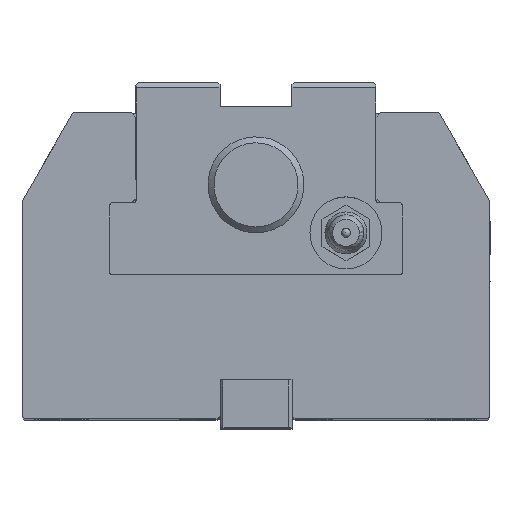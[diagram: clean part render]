
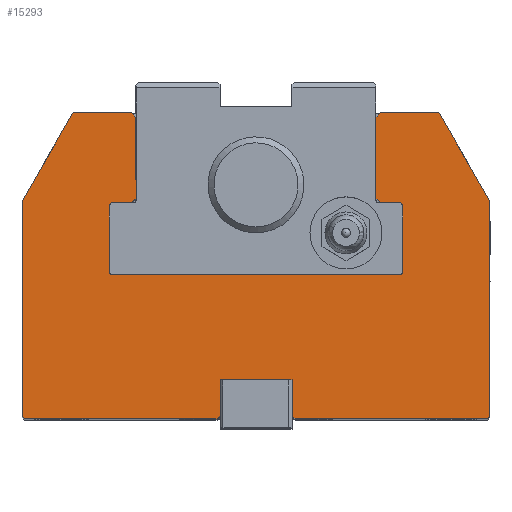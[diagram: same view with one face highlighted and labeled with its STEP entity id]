
A CAD part, top view. The second image highlights one B-rep face of the part: STEP entity #15293.
In plain terms, the highlighted planar face has unit normal (0, 0, 1).
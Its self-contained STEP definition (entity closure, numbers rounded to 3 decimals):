
#149=PLANE('',#16297);
#1037=FACE_OUTER_BOUND('',#1832,.T.);
#1832=EDGE_LOOP('',(#11021,#11022,#11023,#11024,#11025,#11026,#11027,#11028,
#11029,#11030,#11031,#11032,#11033,#11034,#11035,#11036,#11037,#11038,#11039,
#11040,#11041,#11042,#11043,#11044,#11045,#11046,#11047,#11048,#11049,#11050));
#2599=LINE('',#21820,#4508);
#2618=LINE('',#21865,#4527);
#2628=LINE('',#21898,#4537);
#2677=LINE('',#22049,#4586);
#2691=LINE('',#22083,#4600);
#2741=LINE('',#22224,#4650);
#2745=LINE('',#22236,#4654);
#2748=LINE('',#22240,#4657);
#2752=LINE('',#22246,#4661);
#2755=LINE('',#22251,#4664);
#2760=LINE('',#22259,#4669);
#2763=LINE('',#22265,#4672);
#2766=LINE('',#22271,#4675);
#2769=LINE('',#22277,#4678);
#2772=LINE('',#22282,#4681);
#2777=LINE('',#22296,#4686);
#2781=LINE('',#22319,#4690);
#2784=LINE('',#22325,#4693);
#2787=LINE('',#22331,#4696);
#2790=LINE('',#22337,#4699);
#2791=LINE('',#22340,#4700);
#2796=LINE('',#22355,#4705);
#2797=LINE('',#22356,#4706);
#2798=LINE('',#22358,#4707);
#2799=LINE('',#22360,#4708);
#2800=LINE('',#22361,#4709);
#4508=VECTOR('',#17511,1000.);
#4527=VECTOR('',#17544,1000.);
#4537=VECTOR('',#17560,1000.);
#4586=VECTOR('',#17673,1000.);
#4600=VECTOR('',#17709,1000.);
#4650=VECTOR('',#17813,1000.);
#4654=VECTOR('',#17821,1000.);
#4657=VECTOR('',#17824,1000.);
#4661=VECTOR('',#17830,1000.);
#4664=VECTOR('',#17835,1000.);
#4669=VECTOR('',#17842,1000.);
#4672=VECTOR('',#17847,1000.);
#4675=VECTOR('',#17852,1000.);
#4678=VECTOR('',#17857,1000.);
#4681=VECTOR('',#17862,1000.);
#4686=VECTOR('',#17877,1000.);
#4690=VECTOR('',#17889,1000.);
#4693=VECTOR('',#17894,1000.);
#4696=VECTOR('',#17899,1000.);
#4699=VECTOR('',#17904,1000.);
#4700=VECTOR('',#17909,1000.);
#4705=VECTOR('',#17922,1000.);
#4706=VECTOR('',#17923,1000.);
#4707=VECTOR('',#17924,1000.);
#4708=VECTOR('',#17925,1000.);
#4709=VECTOR('',#17926,1000.);
#6439=CIRCLE('',#16199,0.56);
#6465=CIRCLE('',#16281,0.56);
#6466=CIRCLE('',#16283,0.56);
#6467=CIRCLE('',#16286,0.56);
#6742=VERTEX_POINT('',#21817);
#6743=VERTEX_POINT('',#21819);
#6761=VERTEX_POINT('',#21862);
#6762=VERTEX_POINT('',#21864);
#6766=VERTEX_POINT('',#21885);
#6770=VERTEX_POINT('',#21896);
#6816=VERTEX_POINT('',#22046);
#6817=VERTEX_POINT('',#22048);
#6824=VERTEX_POINT('',#22077);
#6868=VERTEX_POINT('',#22222);
#6873=VERTEX_POINT('',#22233);
#6874=VERTEX_POINT('',#22235);
#6875=VERTEX_POINT('',#22238);
#6877=VERTEX_POINT('',#22249);
#6879=VERTEX_POINT('',#22257);
#6881=VERTEX_POINT('',#22263);
#6883=VERTEX_POINT('',#22269);
#6885=VERTEX_POINT('',#22275);
#6886=VERTEX_POINT('',#22280);
#6887=VERTEX_POINT('',#22286);
#6890=VERTEX_POINT('',#22294);
#6892=VERTEX_POINT('',#22309);
#6895=VERTEX_POINT('',#22317);
#6897=VERTEX_POINT('',#22323);
#6899=VERTEX_POINT('',#22329);
#6901=VERTEX_POINT('',#22335);
#6906=VERTEX_POINT('',#22353);
#6907=VERTEX_POINT('',#22354);
#6908=VERTEX_POINT('',#22357);
#6909=VERTEX_POINT('',#22359);
#8310=EDGE_CURVE('',#6743,#6742,#2599,.T.);
#8332=EDGE_CURVE('',#6762,#6761,#2618,.T.);
#8338=EDGE_CURVE('',#6761,#6766,#6439,.T.);
#8344=EDGE_CURVE('',#6766,#6770,#2628,.T.);
#8411=EDGE_CURVE('',#6817,#6816,#2677,.T.);
#8430=EDGE_CURVE('',#6824,#6817,#2691,.T.);
#8491=EDGE_CURVE('',#6816,#6868,#2741,.T.);
#8496=EDGE_CURVE('',#6874,#6873,#2745,.T.);
#8499=EDGE_CURVE('',#6868,#6875,#2748,.T.);
#8503=EDGE_CURVE('',#6873,#6743,#2752,.T.);
#8506=EDGE_CURVE('',#6742,#6877,#2755,.T.);
#8511=EDGE_CURVE('',#6877,#6879,#2760,.T.);
#8514=EDGE_CURVE('',#6879,#6881,#2763,.T.);
#8517=EDGE_CURVE('',#6881,#6883,#2766,.T.);
#8520=EDGE_CURVE('',#6883,#6885,#2769,.T.);
#8523=EDGE_CURVE('',#6885,#6886,#2772,.T.);
#8524=EDGE_CURVE('',#6886,#6762,#6465,.T.);
#8526=EDGE_CURVE('',#6770,#6887,#6466,.T.);
#8530=EDGE_CURVE('',#6887,#6890,#2777,.T.);
#8533=EDGE_CURVE('',#6890,#6892,#6467,.T.);
#8537=EDGE_CURVE('',#6892,#6895,#2781,.T.);
#8540=EDGE_CURVE('',#6895,#6897,#2784,.T.);
#8543=EDGE_CURVE('',#6897,#6899,#2787,.T.);
#8546=EDGE_CURVE('',#6899,#6901,#2790,.T.);
#8548=EDGE_CURVE('',#6901,#6824,#2791,.T.);
#8556=EDGE_CURVE('',#6906,#6907,#2796,.T.);
#8557=EDGE_CURVE('',#6907,#6874,#2797,.T.);
#8558=EDGE_CURVE('',#6875,#6908,#2798,.T.);
#8559=EDGE_CURVE('',#6909,#6908,#2799,.T.);
#8560=EDGE_CURVE('',#6906,#6909,#2800,.T.);
#11021=ORIENTED_EDGE('',*,*,#8556,.T.);
#11022=ORIENTED_EDGE('',*,*,#8557,.T.);
#11023=ORIENTED_EDGE('',*,*,#8496,.T.);
#11024=ORIENTED_EDGE('',*,*,#8503,.T.);
#11025=ORIENTED_EDGE('',*,*,#8310,.T.);
#11026=ORIENTED_EDGE('',*,*,#8506,.T.);
#11027=ORIENTED_EDGE('',*,*,#8511,.T.);
#11028=ORIENTED_EDGE('',*,*,#8514,.T.);
#11029=ORIENTED_EDGE('',*,*,#8517,.T.);
#11030=ORIENTED_EDGE('',*,*,#8520,.T.);
#11031=ORIENTED_EDGE('',*,*,#8523,.T.);
#11032=ORIENTED_EDGE('',*,*,#8524,.T.);
#11033=ORIENTED_EDGE('',*,*,#8332,.T.);
#11034=ORIENTED_EDGE('',*,*,#8338,.T.);
#11035=ORIENTED_EDGE('',*,*,#8344,.T.);
#11036=ORIENTED_EDGE('',*,*,#8526,.T.);
#11037=ORIENTED_EDGE('',*,*,#8530,.T.);
#11038=ORIENTED_EDGE('',*,*,#8533,.T.);
#11039=ORIENTED_EDGE('',*,*,#8537,.T.);
#11040=ORIENTED_EDGE('',*,*,#8540,.T.);
#11041=ORIENTED_EDGE('',*,*,#8543,.T.);
#11042=ORIENTED_EDGE('',*,*,#8546,.T.);
#11043=ORIENTED_EDGE('',*,*,#8548,.T.);
#11044=ORIENTED_EDGE('',*,*,#8430,.T.);
#11045=ORIENTED_EDGE('',*,*,#8411,.T.);
#11046=ORIENTED_EDGE('',*,*,#8491,.T.);
#11047=ORIENTED_EDGE('',*,*,#8499,.T.);
#11048=ORIENTED_EDGE('',*,*,#8558,.T.);
#11049=ORIENTED_EDGE('',*,*,#8559,.F.);
#11050=ORIENTED_EDGE('',*,*,#8560,.F.);
#15293=ADVANCED_FACE('',(#1037),#149,.T.);
#16199=AXIS2_PLACEMENT_3D('',#21887,#17551,#17552);
#16281=AXIS2_PLACEMENT_3D('',#22284,#17865,#17866);
#16283=AXIS2_PLACEMENT_3D('',#22288,#17870,#17871);
#16286=AXIS2_PLACEMENT_3D('',#22311,#17881,#17882);
#16297=AXIS2_PLACEMENT_3D('',#22352,#17920,#17921);
#17511=DIRECTION('',(0.,1.,0.));
#17544=DIRECTION('',(0.,-1.,0.));
#17551=DIRECTION('center_axis',(0.,0.,-1.));
#17552=DIRECTION('ref_axis',(1.,0.,0.));
#17560=DIRECTION('',(-1.,0.,0.));
#17673=DIRECTION('',(0.,-1.,0.));
#17709=DIRECTION('',(-0.5,-0.866,0.));
#17813=DIRECTION('',(0.707,-0.707,0.));
#17821=DIRECTION('',(1.,0.,0.));
#17824=DIRECTION('',(1.,0.,0.));
#17830=DIRECTION('',(0.707,0.707,0.));
#17835=DIRECTION('',(-0.5,0.866,0.));
#17842=DIRECTION('',(-1.,0.,0.));
#17847=DIRECTION('',(-0.707,-0.707,0.));
#17852=DIRECTION('',(0.,-1.,0.));
#17857=DIRECTION('',(0.707,-0.707,0.));
#17862=DIRECTION('',(1.,0.,0.));
#17865=DIRECTION('center_axis',(0.,0.,-1.));
#17866=DIRECTION('ref_axis',(1.,0.,0.));
#17870=DIRECTION('center_axis',(0.,0.,-1.));
#17871=DIRECTION('ref_axis',(1.,0.,0.));
#17877=DIRECTION('',(0.,1.,0.));
#17881=DIRECTION('center_axis',(0.,0.,-1.));
#17882=DIRECTION('ref_axis',(1.,0.,0.));
#17889=DIRECTION('',(1.,0.,0.));
#17894=DIRECTION('',(0.707,0.707,0.));
#17899=DIRECTION('',(0.,1.,0.));
#17904=DIRECTION('',(-0.707,0.707,0.));
#17909=DIRECTION('',(-1.,0.,0.));
#17920=DIRECTION('center_axis',(0.,0.,1.));
#17921=DIRECTION('ref_axis',(1.,0.,0.));
#17922=DIRECTION('',(0.,-1.,0.));
#17923=DIRECTION('',(0.707,-0.707,0.));
#17924=DIRECTION('',(0.707,0.707,0.));
#17925=DIRECTION('',(0.,-1.,0.));
#17926=DIRECTION('',(-1.,0.,0.));
#21817=CARTESIAN_POINT('',(39.,36.278,61.));
#21819=CARTESIAN_POINT('',(39.,0.371,61.));
#21820=CARTESIAN_POINT('',(39.,36.278,61.));
#21862=CARTESIAN_POINT('',(24.5,24.56,61.));
#21864=CARTESIAN_POINT('',(24.5,35.44,61.));
#21865=CARTESIAN_POINT('',(24.5,35.44,61.));
#21885=CARTESIAN_POINT('',(23.94,24.,61.));
#21887=CARTESIAN_POINT('Origin',(23.94,24.56,61.));
#21896=CARTESIAN_POINT('',(-23.94,24.,61.));
#21898=CARTESIAN_POINT('',(-23.94,24.,61.));
#22046=CARTESIAN_POINT('',(-39.,0.371,61.));
#22048=CARTESIAN_POINT('',(-39.,36.278,61.));
#22049=CARTESIAN_POINT('',(-39.,36.278,61.));
#22077=CARTESIAN_POINT('',(-30.5,51.,61.));
#22083=CARTESIAN_POINT('',(-30.5,51.,61.));
#22222=CARTESIAN_POINT('',(-38.629,0.,61.));
#22224=CARTESIAN_POINT('',(-38.629,0.,61.));
#22233=CARTESIAN_POINT('',(38.629,0.,61.));
#22235=CARTESIAN_POINT('',(6.5,0.,61.));
#22236=CARTESIAN_POINT('',(-38.629,0.,61.));
#22238=CARTESIAN_POINT('',(-6.5,0.,61.));
#22240=CARTESIAN_POINT('',(-38.629,0.,61.));
#22246=CARTESIAN_POINT('',(38.629,0.,61.));
#22249=CARTESIAN_POINT('',(30.5,51.,61.));
#22251=CARTESIAN_POINT('',(30.5,51.,61.));
#22257=CARTESIAN_POINT('',(20.7,51.,61.));
#22259=CARTESIAN_POINT('',(20.7,51.,61.));
#22263=CARTESIAN_POINT('',(20.,50.3,61.));
#22265=CARTESIAN_POINT('',(20.,50.3,61.));
#22269=CARTESIAN_POINT('',(20.,36.7,61.));
#22271=CARTESIAN_POINT('',(20.,50.3,61.));
#22275=CARTESIAN_POINT('',(20.7,36.,61.));
#22277=CARTESIAN_POINT('',(20.7,36.,61.));
#22280=CARTESIAN_POINT('',(23.94,36.,61.));
#22282=CARTESIAN_POINT('',(20.7,36.,61.));
#22284=CARTESIAN_POINT('Origin',(23.94,35.44,61.));
#22286=CARTESIAN_POINT('',(-24.5,24.56,61.));
#22288=CARTESIAN_POINT('Origin',(-23.94,24.56,61.));
#22294=CARTESIAN_POINT('',(-24.5,35.44,61.));
#22296=CARTESIAN_POINT('',(-24.5,35.44,61.));
#22309=CARTESIAN_POINT('',(-23.94,36.,61.));
#22311=CARTESIAN_POINT('Origin',(-23.94,35.44,61.));
#22317=CARTESIAN_POINT('',(-20.7,36.,61.));
#22319=CARTESIAN_POINT('',(-23.94,36.,61.));
#22323=CARTESIAN_POINT('',(-20.,36.7,61.));
#22325=CARTESIAN_POINT('',(-20.7,36.,61.));
#22329=CARTESIAN_POINT('',(-20.,50.3,61.));
#22331=CARTESIAN_POINT('',(-20.,50.3,61.));
#22335=CARTESIAN_POINT('',(-20.7,51.,61.));
#22337=CARTESIAN_POINT('',(-20.,50.3,61.));
#22340=CARTESIAN_POINT('',(-30.5,51.,61.));
#22352=CARTESIAN_POINT('Origin',(23.94,35.44,61.));
#22353=CARTESIAN_POINT('',(6.,6.5,61.));
#22354=CARTESIAN_POINT('',(6.,0.5,61.));
#22355=CARTESIAN_POINT('',(6.,6.5,61.));
#22356=CARTESIAN_POINT('',(-2.5,9.,61.));
#22357=CARTESIAN_POINT('',(-6.,0.5,61.));
#22358=CARTESIAN_POINT('',(26.44,32.94,61.));
#22359=CARTESIAN_POINT('',(-6.,6.5,61.));
#22360=CARTESIAN_POINT('',(-6.,6.5,61.));
#22361=CARTESIAN_POINT('',(6.,6.5,61.));
